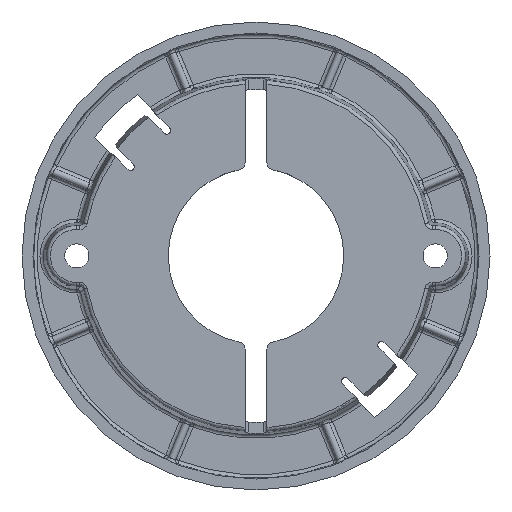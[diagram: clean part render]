
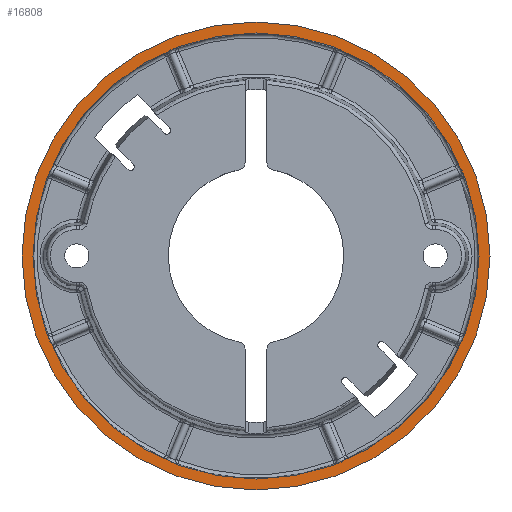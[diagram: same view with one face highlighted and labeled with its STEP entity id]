
A CAD part, top view. The second image highlights one B-rep face of the part: STEP entity #16808.
In plain terms, the highlighted planar face has unit normal (0, 0, 1).
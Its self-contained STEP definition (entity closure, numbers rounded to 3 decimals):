
#4816=CARTESIAN_POINT('',(0.,0.,-6.5));
#4817=DIRECTION('',(0.,0.,-1.));
#4818=DIRECTION('',(-1.,0.,0.));
#4819=AXIS2_PLACEMENT_3D('',#4816,#4817,#4818);
#4824=CARTESIAN_POINT('',(0.,0.,-6.5));
#4825=DIRECTION('',(0.,0.,1.));
#4826=DIRECTION('',(-1.,0.,0.));
#4827=AXIS2_PLACEMENT_3D('',#4824,#4825,#4826);
#4950=CARTESIAN_POINT('',(0.,0.,-6.5));
#4951=DIRECTION('',(0.,0.,1.));
#4952=DIRECTION('',(-1.,0.,0.));
#4953=AXIS2_PLACEMENT_3D('',#4950,#4951,#4952);
#8166=CARTESIAN_POINT('',(0.,0.,-6.5));
#8167=DIRECTION('',(0.,0.,-1.));
#8168=DIRECTION('',(-1.,0.,0.));
#8169=AXIS2_PLACEMENT_3D('',#8166,#8167,#8168);
#11916=CARTESIAN_POINT('',(-32.,0.,-6.5));
#11917=CARTESIAN_POINT('',(32.,0.,-6.5));
#11918=VERTEX_POINT('',#11916);
#11919=VERTEX_POINT('',#11917);
#11928=CARTESIAN_POINT('',(-30.498,0.,-6.5));
#11929=CARTESIAN_POINT('',(30.498,0.,-6.5));
#11930=VERTEX_POINT('',#11928);
#11931=VERTEX_POINT('',#11929);
#16793=CARTESIAN_POINT('',(0.,0.,-6.5));
#16794=DIRECTION('',(0.,0.,1.));
#16795=DIRECTION('',(-1.,0.,0.));
#16796=AXIS2_PLACEMENT_3D('',#16793,#16794,#16795);
#16797=PLANE('',#16796);
#16798=ORIENTED_EDGE('',*,*,#16775,.T.);
#16799=ORIENTED_EDGE('',*,*,#16760,.F.);
#16800=EDGE_LOOP('',(#16798,#16799));
#16801=FACE_OUTER_BOUND('',#16800,.F.);
#16803=ORIENTED_EDGE('',*,*,#16802,.T.);
#16805=ORIENTED_EDGE('',*,*,#16804,.F.);
#16806=EDGE_LOOP('',(#16803,#16805));
#16807=FACE_BOUND('',#16806,.F.);
#16808=ADVANCED_FACE('',(#16801,#16807),#16797,.T.);
#4820=CIRCLE('',#4819,32.);
#4828=CIRCLE('',#4827,32.);
#4954=CIRCLE('',#4953,30.498);
#8170=CIRCLE('',#8169,30.498);
#16760=EDGE_CURVE('',#11918,#11919,#4828,.T.);
#16775=EDGE_CURVE('',#11918,#11919,#4820,.T.);
#16802=EDGE_CURVE('',#11930,#11931,#4954,.T.);
#16804=EDGE_CURVE('',#11930,#11931,#8170,.T.);
